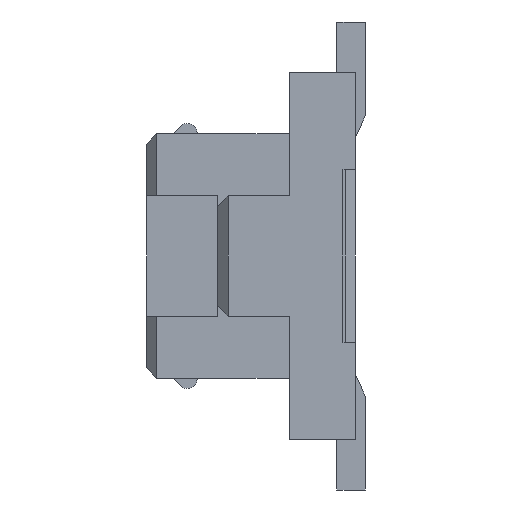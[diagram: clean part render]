
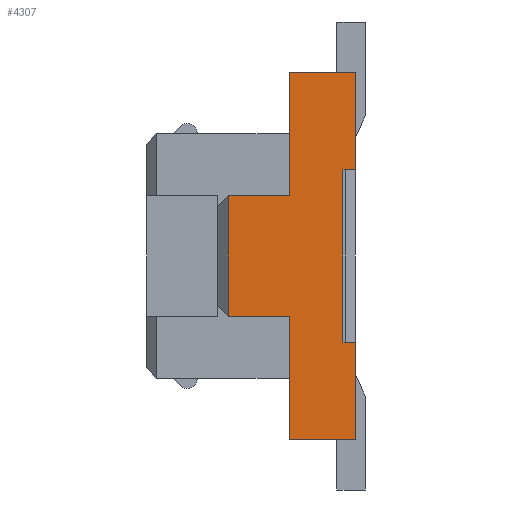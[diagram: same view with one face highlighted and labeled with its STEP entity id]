
A CAD part, left-side view. The second image highlights one B-rep face of the part: STEP entity #4307.
In plain terms, the highlighted planar face has unit normal (-1, 0, 0).
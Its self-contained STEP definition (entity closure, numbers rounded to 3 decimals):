
#214=DIRECTION('',(0.,0.,1.));
#215=VECTOR('',#214,0.95);
#216=CARTESIAN_POINT('',(-2.3,0.,-1.8));
#217=LINE('13879',#216,#215);
#390=DIRECTION('',(0.,1.,0.));
#391=VECTOR('',#390,0.65);
#392=CARTESIAN_POINT('',(-2.3,0.,-1.8));
#393=LINE('213',#392,#391);
#394=DIRECTION('',(0.,0.,1.));
#395=VECTOR('',#394,1.21);
#396=CARTESIAN_POINT('',(-2.3,0.65,-1.8));
#397=LINE('12066',#396,#395);
#398=DIRECTION('',(0.,-1.,0.));
#399=VECTOR('',#398,0.6);
#400=CARTESIAN_POINT('',(-2.3,1.25,-0.59));
#401=LINE('12753',#400,#399);
#402=DIRECTION('',(0.,0.,-1.));
#403=VECTOR('',#402,1.18);
#404=CARTESIAN_POINT('',(-2.3,1.25,0.59));
#405=LINE('12726',#404,#403);
#406=DIRECTION('',(0.,-1.,0.));
#407=VECTOR('',#406,0.6);
#408=CARTESIAN_POINT('',(-2.3,1.25,0.59));
#409=LINE('12754',#408,#407);
#410=DIRECTION('',(0.,0.,1.));
#411=VECTOR('',#410,1.21);
#412=CARTESIAN_POINT('',(-2.3,0.65,0.59));
#413=LINE('12067',#412,#411);
#414=DIRECTION('',(0.,0.,-1.));
#415=VECTOR('',#414,0.95);
#416=CARTESIAN_POINT('',(-2.3,0.,1.8));
#417=LINE('12094',#416,#415);
#418=DIRECTION('',(0.,1.,0.));
#419=VECTOR('',#418,0.12);
#420=CARTESIAN_POINT('',(-2.3,0.,0.85));
#421=LINE('12090',#420,#419);
#422=DIRECTION('',(0.,0.,1.));
#423=VECTOR('',#422,1.7);
#424=CARTESIAN_POINT('',(-2.3,0.12,-0.85));
#425=LINE('12088',#424,#423);
#426=DIRECTION('',(0.,1.,0.));
#427=VECTOR('',#426,0.12);
#428=CARTESIAN_POINT('',(-2.3,0.,-0.85));
#429=LINE('12089',#428,#427);
#2094=DIRECTION('',(0.,1.,0.));
#2095=VECTOR('',#2094,0.65);
#2096=CARTESIAN_POINT('',(-2.3,0.,1.8));
#2097=LINE('218',#2096,#2095);
#3198=CARTESIAN_POINT('',(-2.3,0.65,1.8));
#3200=VERTEX_POINT('',#3198);
#3203=CARTESIAN_POINT('',(-2.3,0.65,-1.8));
#3205=VERTEX_POINT('',#3203);
#3206=CARTESIAN_POINT('',(-2.3,0.,-1.8));
#3207=VERTEX_POINT('',#3206);
#3208=CARTESIAN_POINT('',(-2.3,0.,1.8));
#3209=VERTEX_POINT('',#3208);
#3214=CARTESIAN_POINT('',(-2.3,0.65,-0.59));
#3215=VERTEX_POINT('',#3214);
#3220=CARTESIAN_POINT('',(-2.3,0.65,0.59));
#3221=VERTEX_POINT('',#3220);
#3246=CARTESIAN_POINT('',(-2.3,0.12,-0.85));
#3248=VERTEX_POINT('',#3246);
#3251=CARTESIAN_POINT('',(-2.3,0.12,0.85));
#3253=VERTEX_POINT('',#3251);
#3942=CARTESIAN_POINT('',(-2.3,0.,-0.85));
#3943=VERTEX_POINT('',#3942);
#3944=CARTESIAN_POINT('',(-2.3,0.,0.85));
#3945=VERTEX_POINT('',#3944);
#4006=CARTESIAN_POINT('',(-2.3,1.25,-0.59));
#4008=VERTEX_POINT('',#4006);
#4012=CARTESIAN_POINT('',(-2.3,1.25,0.59));
#4013=VERTEX_POINT('',#4012);
#4278=CARTESIAN_POINT('',(-2.3,0.,-1.8));
#4279=DIRECTION('',(-1.,0.,0.));
#4280=DIRECTION('',(0.,0.,1.));
#4281=AXIS2_PLACEMENT_3D('',#4278,#4279,#4280);
#4282=PLANE('68',#4281);
#4283=ORIENTED_EDGE('13879',*,*,#4155,.F.);
#4285=ORIENTED_EDGE('213',*,*,#4284,.T.);
#4287=ORIENTED_EDGE('12066',*,*,#4286,.T.);
#4289=ORIENTED_EDGE('12753',*,*,#4288,.F.);
#4291=ORIENTED_EDGE('12726',*,*,#4290,.F.);
#4293=ORIENTED_EDGE('12754',*,*,#4292,.T.);
#4295=ORIENTED_EDGE('12067',*,*,#4294,.T.);
#4297=ORIENTED_EDGE('218',*,*,#4296,.F.);
#4298=ORIENTED_EDGE('12094',*,*,#4163,.T.);
#4300=ORIENTED_EDGE('12090',*,*,#4299,.T.);
#4302=ORIENTED_EDGE('12088',*,*,#4301,.F.);
#4304=ORIENTED_EDGE('12089',*,*,#4303,.F.);
#4305=EDGE_LOOP('68',(#4283,#4285,#4287,#4289,#4291,#4293,#4295,#4297,#4298,
#4300,#4302,#4304));
#4306=FACE_OUTER_BOUND('68',#4305,.F.);
#4155=EDGE_CURVE('13879',#3207,#3943,#217,.T.);
#4163=EDGE_CURVE('12094',#3209,#3945,#417,.T.);
#4284=EDGE_CURVE('213',#3207,#3205,#393,.T.);
#4286=EDGE_CURVE('12066',#3205,#3215,#397,.T.);
#4288=EDGE_CURVE('12753',#4008,#3215,#401,.T.);
#4290=EDGE_CURVE('12726',#4013,#4008,#405,.T.);
#4292=EDGE_CURVE('12754',#4013,#3221,#409,.T.);
#4294=EDGE_CURVE('12067',#3221,#3200,#413,.T.);
#4296=EDGE_CURVE('218',#3209,#3200,#2097,.T.);
#4299=EDGE_CURVE('12090',#3945,#3253,#421,.T.);
#4301=EDGE_CURVE('12088',#3248,#3253,#425,.T.);
#4303=EDGE_CURVE('12089',#3943,#3248,#429,.T.);
#4307=ADVANCED_FACE('68',(#4306),#4282,.T.);
